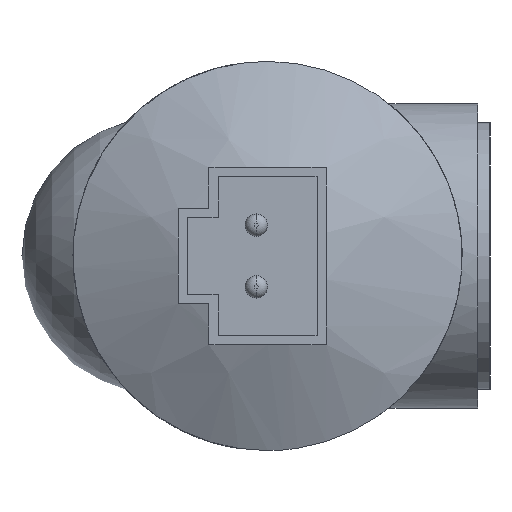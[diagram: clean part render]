
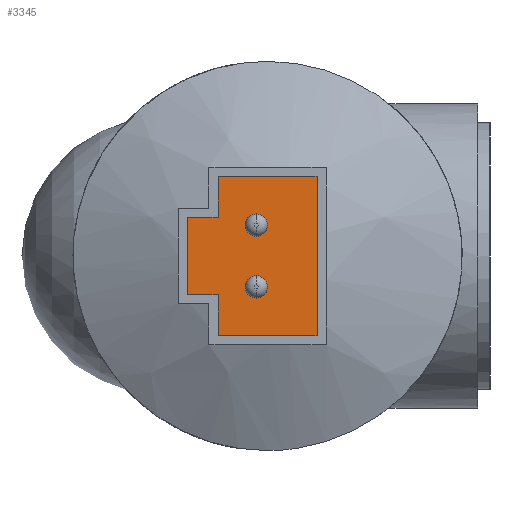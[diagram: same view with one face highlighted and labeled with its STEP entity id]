
A CAD part, left-side view. The second image highlights one B-rep face of the part: STEP entity #3345.
In plain terms, the highlighted planar face has unit normal (-1, 0, 0).
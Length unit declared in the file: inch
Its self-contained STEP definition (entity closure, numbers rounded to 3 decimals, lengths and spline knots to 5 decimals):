
#158 = EDGE_CURVE ( 'NONE', #2081, #4502, #4927, .T. ) ;
#369 = EDGE_LOOP ( 'NONE', ( #2542, #5903, #4685, #4606, #1529, #5257, #6150, #4429 ) ) ;
#402 = VERTEX_POINT ( 'NONE', #2752 ) ;
#426 = FACE_BOUND ( 'NONE', #523, .T. ) ;
#490 = EDGE_CURVE ( 'NONE', #4502, #1489, #6680, .T. ) ;
#523 = EDGE_LOOP ( 'NONE', ( #4246, #2815 ) ) ;
#666 = LINE ( 'NONE', #1382, #1942 ) ;
#677 = CIRCLE ( 'NONE', #1393, 0.03639 ) ;
#690 = AXIS2_PLACEMENT_3D ( 'NONE', #4363, #1199, #4869 ) ;
#698 = DIRECTION ( 'NONE',  ( 0., 0., -1. ) ) ;
#809 = LINE ( 'NONE', #837, #6164 ) ;
#837 = CARTESIAN_POINT ( 'NONE',  ( -6.35, 0.16, -0.2575 ) ) ;
#916 = EDGE_CURVE ( 'NONE', #5277, #1983, #3800, .T. ) ;
#943 = DIRECTION ( 'NONE',  ( 0., 1., 0. ) ) ;
#971 = CARTESIAN_POINT ( 'NONE',  ( -6.35, 0.16, 0.125 ) ) ;
#990 = EDGE_CURVE ( 'NONE', #6071, #2081, #4825, .T. ) ;
#1010 = EDGE_CURVE ( 'NONE', #4712, #5445, #809, .T. ) ;
#1011 = CARTESIAN_POINT ( 'NONE',  ( -6.35, 0.16, 0.125 ) ) ;
#1097 = CARTESIAN_POINT ( 'NONE',  ( -6.35, 0.26, 0.125 ) ) ;
#1129 = VECTOR ( 'NONE', #4255, 39.37008 ) ;
#1199 = DIRECTION ( 'NONE',  ( -1., 0., 0. ) ) ;
#1237 = DIRECTION ( 'NONE',  ( -1., 0., 0. ) ) ;
#1246 = ORIENTED_EDGE ( 'NONE', *, *, #916, .F. ) ;
#1260 = CARTESIAN_POINT ( 'NONE',  ( -6.35, 0.03639, 0.13639 ) ) ;
#1382 = CARTESIAN_POINT ( 'NONE',  ( -6.35, -0.16, 0.2575 ) ) ;
#1393 = AXIS2_PLACEMENT_3D ( 'NONE', #5959, #2876, #6431 ) ;
#1489 = VERTEX_POINT ( 'NONE', #1807 ) ;
#1529 = ORIENTED_EDGE ( 'NONE', *, *, #4138, .T. ) ;
#1544 = CIRCLE ( 'NONE', #4848, 0.03639 ) ;
#1561 = EDGE_CURVE ( 'NONE', #4928, #1944, #677, .T. ) ;
#1649 = FACE_BOUND ( 'NONE', #6640, .T. ) ;
#1703 = PLANE ( 'NONE',  #690 ) ;
#1755 = ORIENTED_EDGE ( 'NONE', *, *, #5730, .F. ) ;
#1807 = CARTESIAN_POINT ( 'NONE',  ( -6.35, 0.26, -0.125 ) ) ;
#1813 = LINE ( 'NONE', #4682, #3074 ) ;
#1925 = DIRECTION ( 'NONE',  ( 0., -1., 0. ) ) ;
#1942 = VECTOR ( 'NONE', #4047, 39.37008 ) ;
#1944 = VERTEX_POINT ( 'NONE', #5117 ) ;
#1983 = VERTEX_POINT ( 'NONE', #3086 ) ;
#2056 = DIRECTION ( 'NONE',  ( 0., 0., -1. ) ) ;
#2081 = VERTEX_POINT ( 'NONE', #971 ) ;
#2129 = CARTESIAN_POINT ( 'NONE',  ( -6.35, 0.26, 0.125 ) ) ;
#2363 = DIRECTION ( 'NONE',  ( -1., 0., 0. ) ) ;
#2388 = LINE ( 'NONE', #3225, #1129 ) ;
#2424 = DIRECTION ( 'NONE',  ( -1., 0., 0. ) ) ;
#2542 = ORIENTED_EDGE ( 'NONE', *, *, #490, .T. ) ;
#2566 = EDGE_CURVE ( 'NONE', #402, #6071, #666, .T. ) ;
#2654 = VECTOR ( 'NONE', #2056, 39.37008 ) ;
#2752 = CARTESIAN_POINT ( 'NONE',  ( -6.35, -0.16, 0.2575 ) ) ;
#2757 = CARTESIAN_POINT ( 'NONE',  ( -6.35, -0.16, -0.2575 ) ) ;
#2815 = ORIENTED_EDGE ( 'NONE', *, *, #5201, .F. ) ;
#2876 = DIRECTION ( 'NONE',  ( -1., 0., 0. ) ) ;
#2943 = EDGE_CURVE ( 'NONE', #5608, #4712, #4630, .T. ) ;
#3030 = AXIS2_PLACEMENT_3D ( 'NONE', #5529, #2424, #6027 ) ;
#3074 = VECTOR ( 'NONE', #6618, 39.37008 ) ;
#3086 = CARTESIAN_POINT ( 'NONE',  ( -6.35, 0.03639, 0.06361 ) ) ;
#3225 = CARTESIAN_POINT ( 'NONE',  ( -6.35, 0.26, -0.125 ) ) ;
#3345 = ADVANCED_FACE ( 'NONE', ( #426, #4638, #1649 ), #1703, .T. ) ;
#3491 = VECTOR ( 'NONE', #5552, 39.37008 ) ;
#3508 = CARTESIAN_POINT ( 'NONE',  ( -6.35, 0.16, 0.2575 ) ) ;
#3800 = CIRCLE ( 'NONE', #3030, 0.03639 ) ;
#3936 = AXIS2_PLACEMENT_3D ( 'NONE', #5469, #2363, #5967 ) ;
#4047 = DIRECTION ( 'NONE',  ( 0., 1., 0. ) ) ;
#4138 = EDGE_CURVE ( 'NONE', #5445, #402, #1813, .T. ) ;
#4246 = ORIENTED_EDGE ( 'NONE', *, *, #1561, .F. ) ;
#4255 = DIRECTION ( 'NONE',  ( 0., -1., 0. ) ) ;
#4363 = CARTESIAN_POINT ( 'NONE',  ( -6.35, -0.19, 0.2875 ) ) ;
#4386 = CARTESIAN_POINT ( 'NONE',  ( -6.35, 0.16, -0.125 ) ) ;
#4395 = CARTESIAN_POINT ( 'NONE',  ( -6.35, 0.03639, -0.1 ) ) ;
#4429 = ORIENTED_EDGE ( 'NONE', *, *, #158, .T. ) ;
#4450 = VECTOR ( 'NONE', #698, 39.37008 ) ;
#4478 = EDGE_CURVE ( 'NONE', #1489, #5608, #2388, .T. ) ;
#4502 = VERTEX_POINT ( 'NONE', #1097 ) ;
#4606 = ORIENTED_EDGE ( 'NONE', *, *, #1010, .T. ) ;
#4630 = LINE ( 'NONE', #4386, #4450 ) ;
#4638 = FACE_OUTER_BOUND ( 'NONE', #369, .T. ) ;
#4682 = CARTESIAN_POINT ( 'NONE',  ( -6.35, -0.16, -0.2575 ) ) ;
#4685 = ORIENTED_EDGE ( 'NONE', *, *, #2943, .T. ) ;
#4712 = VERTEX_POINT ( 'NONE', #4864 ) ;
#4825 = LINE ( 'NONE', #3508, #3491 ) ;
#4848 = AXIS2_PLACEMENT_3D ( 'NONE', #4395, #1237, #4902 ) ;
#4864 = CARTESIAN_POINT ( 'NONE',  ( -6.35, 0.16, -0.2575 ) ) ;
#4869 = DIRECTION ( 'NONE',  ( 0., 0., 1. ) ) ;
#4902 = DIRECTION ( 'NONE',  ( 0., 0., 1. ) ) ;
#4927 = LINE ( 'NONE', #1011, #6113 ) ;
#4928 = VERTEX_POINT ( 'NONE', #6443 ) ;
#5117 = CARTESIAN_POINT ( 'NONE',  ( -6.35, 0.03639, -0.06361 ) ) ;
#5201 = EDGE_CURVE ( 'NONE', #1944, #4928, #1544, .T. ) ;
#5257 = ORIENTED_EDGE ( 'NONE', *, *, #2566, .T. ) ;
#5277 = VERTEX_POINT ( 'NONE', #1260 ) ;
#5403 = CARTESIAN_POINT ( 'NONE',  ( -6.35, 0.16, -0.125 ) ) ;
#5445 = VERTEX_POINT ( 'NONE', #2757 ) ;
#5469 = CARTESIAN_POINT ( 'NONE',  ( -6.35, 0.03639, 0.1 ) ) ;
#5529 = CARTESIAN_POINT ( 'NONE',  ( -6.35, 0.03639, 0.1 ) ) ;
#5552 = DIRECTION ( 'NONE',  ( 0., 0., -1. ) ) ;
#5608 = VERTEX_POINT ( 'NONE', #5403 ) ;
#5640 = CARTESIAN_POINT ( 'NONE',  ( -6.35, 0.16, 0.2575 ) ) ;
#5730 = EDGE_CURVE ( 'NONE', #1983, #5277, #6346, .T. ) ;
#5903 = ORIENTED_EDGE ( 'NONE', *, *, #4478, .T. ) ;
#5959 = CARTESIAN_POINT ( 'NONE',  ( -6.35, 0.03639, -0.1 ) ) ;
#5967 = DIRECTION ( 'NONE',  ( 0., 0., 1. ) ) ;
#6027 = DIRECTION ( 'NONE',  ( 0., 0., 1. ) ) ;
#6071 = VERTEX_POINT ( 'NONE', #5640 ) ;
#6113 = VECTOR ( 'NONE', #943, 39.37008 ) ;
#6150 = ORIENTED_EDGE ( 'NONE', *, *, #990, .T. ) ;
#6164 = VECTOR ( 'NONE', #1925, 39.37008 ) ;
#6346 = CIRCLE ( 'NONE', #3936, 0.03639 ) ;
#6431 = DIRECTION ( 'NONE',  ( 0., 0., 1. ) ) ;
#6443 = CARTESIAN_POINT ( 'NONE',  ( -6.35, 0.03639, -0.13639 ) ) ;
#6618 = DIRECTION ( 'NONE',  ( 0., 0., 1. ) ) ;
#6640 = EDGE_LOOP ( 'NONE', ( #1755, #1246 ) ) ;
#6680 = LINE ( 'NONE', #2129, #2654 ) ;
